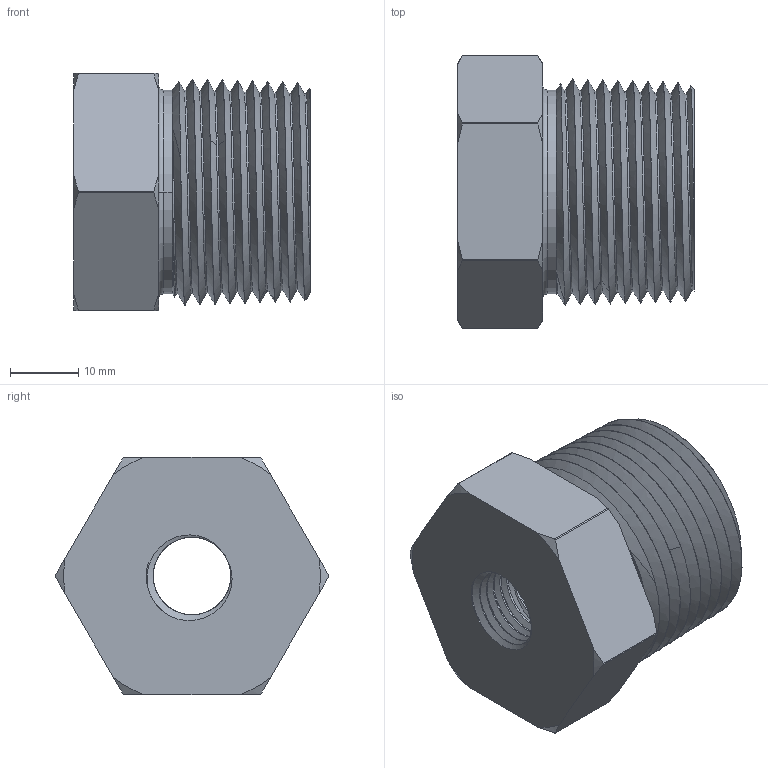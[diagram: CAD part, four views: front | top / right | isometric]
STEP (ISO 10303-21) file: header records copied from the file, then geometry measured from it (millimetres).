
FILE_DESCRIPTION((''),'2;1');
FILE_NAME('HEX_BUSHING_H_SHB','2025-07-08T13:40:44',('Administrator'),(''),'CREO PARAMETRIC BY PTC INC, 2020184','CREO PARAMETRIC BY PTC INC, 2020184','');
FILE_SCHEMA(('AUTOMOTIVE_DESIGN { 1 0 10303 214 1 1 1 1 }'));
Length unit declared in the file: millimetre
Products named in the file (1): HEX_BUSHING_H_SHB
Bounding box: 34.8 x 40.24 x 34.9 mm (x, y, z)
Volume: 26112.6 mm3; surface area: 8669.8 mm2
Topology: 1 solids, 1 shells, 80 faces, 232 edges, 167 vertices
Faces by surface type: cone 35, cylinder 19, bspline 15, plane 9, torus 2
Entity records: 7846 total; most frequent: CARTESIAN_POINT 5813, ORIENTED_EDGE 452, DIRECTION 269, EDGE_CURVE 226, VERTEX_POINT 149, B_SPLINE_CURVE_WITH_KNOTS 126, COLOUR_RGB 116, AXIS2_PLACEMENT_3D 97
